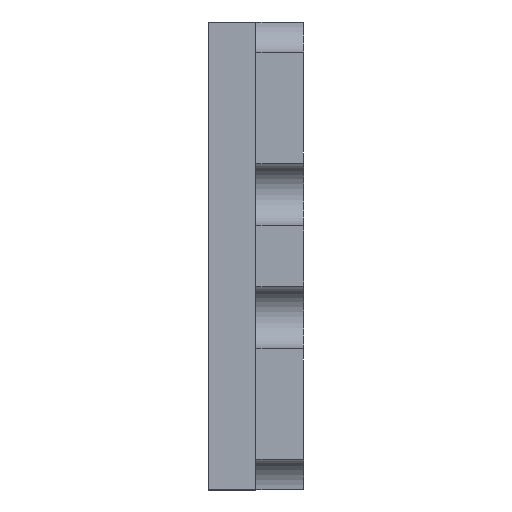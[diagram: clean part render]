
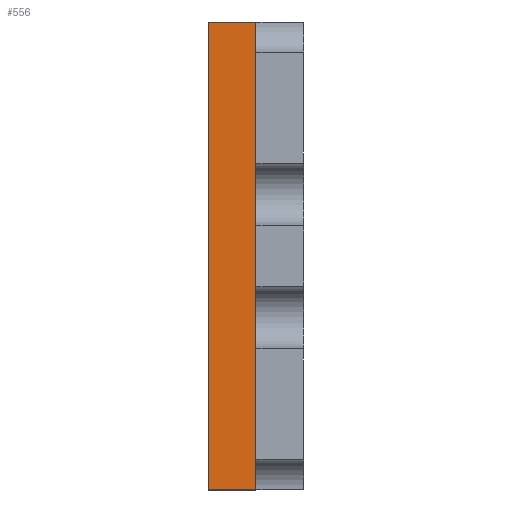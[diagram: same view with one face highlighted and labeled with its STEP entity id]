
A CAD part, left-side view. The second image highlights one B-rep face of the part: STEP entity #556.
In plain terms, the highlighted planar face has unit normal (-1, 0, 0).
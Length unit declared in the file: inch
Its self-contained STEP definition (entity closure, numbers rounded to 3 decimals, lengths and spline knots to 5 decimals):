
#337 = VECTOR ( 'NONE', #2010, 39.37008 ) ;
#474 = EDGE_CURVE ( 'NONE', #645, #2789, #4827, .T. ) ;
#556 = ADVANCED_FACE ( 'NONE', ( #3883 ), #3085, .F. ) ;
#645 = VERTEX_POINT ( 'NONE', #2723 ) ;
#646 = VECTOR ( 'NONE', #2158, 39.37008 ) ;
#709 = AXIS2_PLACEMENT_3D ( 'NONE', #3566, #4477, #1367 ) ;
#723 = LINE ( 'NONE', #5115, #3001 ) ;
#936 = DIRECTION ( 'NONE',  ( 0., 0., 1. ) ) ;
#1233 = LINE ( 'NONE', #2946, #337 ) ;
#1367 = DIRECTION ( 'NONE',  ( 0., 0., -1. ) ) ;
#1570 = CARTESIAN_POINT ( 'NONE',  ( -0.1525, 0.031, -0.1525 ) ) ;
#1664 = EDGE_LOOP ( 'NONE', ( #2838, #3605, #1702, #4389 ) ) ;
#1702 = ORIENTED_EDGE ( 'NONE', *, *, #1765, .F. ) ;
#1765 = EDGE_CURVE ( 'NONE', #4930, #4720, #5641, .T. ) ;
#1857 = CARTESIAN_POINT ( 'NONE',  ( -0.1525, 0., -0.1525 ) ) ;
#2010 = DIRECTION ( 'NONE',  ( 0., -1., 0. ) ) ;
#2158 = DIRECTION ( 'NONE',  ( 0., 0., 1. ) ) ;
#2271 = EDGE_CURVE ( 'NONE', #4720, #2789, #723, .T. ) ;
#2723 = CARTESIAN_POINT ( 'NONE',  ( -0.1525, 0., -0.1525 ) ) ;
#2789 = VERTEX_POINT ( 'NONE', #4955 ) ;
#2838 = ORIENTED_EDGE ( 'NONE', *, *, #474, .T. ) ;
#2946 = CARTESIAN_POINT ( 'NONE',  ( -0.1525, 0.031, -0.1525 ) ) ;
#3001 = VECTOR ( 'NONE', #3361, 39.37008 ) ;
#3085 = PLANE ( 'NONE',  #709 ) ;
#3361 = DIRECTION ( 'NONE',  ( 0., -1., 0. ) ) ;
#3566 = CARTESIAN_POINT ( 'NONE',  ( -0.1525, 0.031, -0.1525 ) ) ;
#3605 = ORIENTED_EDGE ( 'NONE', *, *, #2271, .F. ) ;
#3883 = FACE_OUTER_BOUND ( 'NONE', #1664, .T. ) ;
#4298 = VECTOR ( 'NONE', #936, 39.37008 ) ;
#4389 = ORIENTED_EDGE ( 'NONE', *, *, #4974, .T. ) ;
#4477 = DIRECTION ( 'NONE',  ( 1., 0., 0. ) ) ;
#4488 = CARTESIAN_POINT ( 'NONE',  ( -0.1525, 0.031, 0.1525 ) ) ;
#4720 = VERTEX_POINT ( 'NONE', #4488 ) ;
#4827 = LINE ( 'NONE', #1857, #4298 ) ;
#4930 = VERTEX_POINT ( 'NONE', #1570 ) ;
#4955 = CARTESIAN_POINT ( 'NONE',  ( -0.1525, 0., 0.1525 ) ) ;
#4974 = EDGE_CURVE ( 'NONE', #4930, #645, #1233, .T. ) ;
#5115 = CARTESIAN_POINT ( 'NONE',  ( -0.1525, 0.031, 0.1525 ) ) ;
#5170 = CARTESIAN_POINT ( 'NONE',  ( -0.1525, 0.031, -0.1525 ) ) ;
#5641 = LINE ( 'NONE', #5170, #646 ) ;
